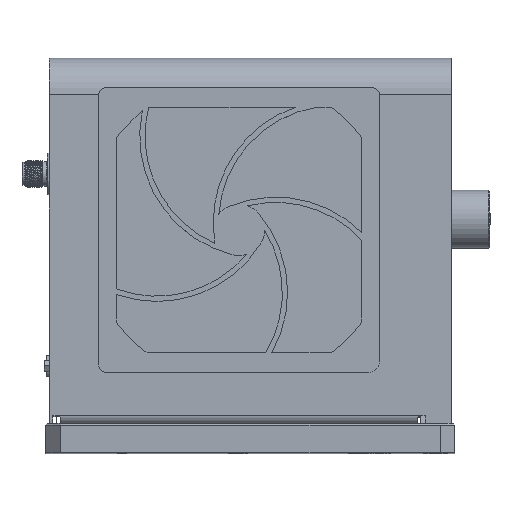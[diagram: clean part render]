
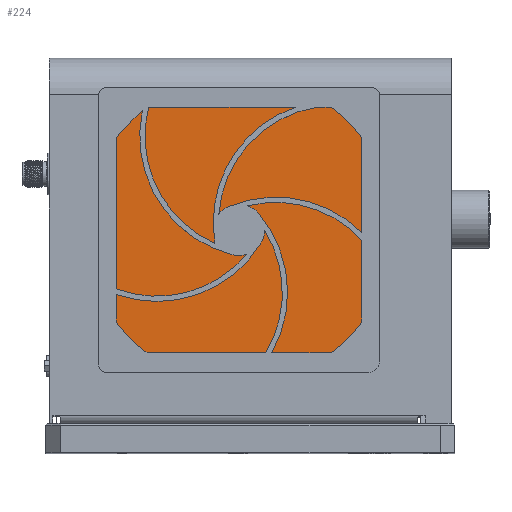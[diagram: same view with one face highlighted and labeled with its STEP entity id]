
A CAD part, top view. The second image highlights one B-rep face of the part: STEP entity #224.
In plain terms, the highlighted planar face has unit normal (0, 0, 1).
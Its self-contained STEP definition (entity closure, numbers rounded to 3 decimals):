
#224 = ADVANCED_FACE ( 'NONE', ( #11054 ), #10686, .T. ) ;
#452 = DIRECTION ( 'NONE',  ( 0.707, -0.707, 0. ) ) ;
#2787 = VECTOR ( 'NONE', #22234, 1000. ) ;
#3003 = LINE ( 'NONE', #4633, #18165 ) ;
#3471 = EDGE_CURVE ( 'NONE', #10785, #9651, #4689, .T. ) ;
#4360 = AXIS2_PLACEMENT_3D ( 'NONE', #18493, #18369, #9163 ) ;
#4366 = CARTESIAN_POINT ( 'NONE',  ( 26.848, 49.162, 116.51 ) ) ;
#4633 = CARTESIAN_POINT ( 'NONE',  ( 36.373, 153.937, 116.51 ) ) ;
#4649 = DIRECTION ( 'NONE',  ( 0., -1., 0. ) ) ;
#4655 = ORIENTED_EDGE ( 'NONE', *, *, #23034, .F. ) ;
#4689 = LINE ( 'NONE', #16410, #7347 ) ;
#4785 = EDGE_CURVE ( 'NONE', #19978, #13440, #10452, .T. ) ;
#4787 = DIRECTION ( 'NONE',  ( -1., 0., 0. ) ) ;
#5237 = LINE ( 'NONE', #9020, #2787 ) ;
#5677 = CARTESIAN_POINT ( 'NONE',  ( 36.373, 153.937, 116.51 ) ) ;
#6449 = VECTOR ( 'NONE', #4787, 1000. ) ;
#6500 = EDGE_CURVE ( 'NONE', #7375, #19978, #16047, .T. ) ;
#6556 = ORIENTED_EDGE ( 'NONE', *, *, #17115, .F. ) ;
#7347 = VECTOR ( 'NONE', #16854, 1000. ) ;
#7375 = VERTEX_POINT ( 'NONE', #17476 ) ;
#7955 = LINE ( 'NONE', #8202, #12490 ) ;
#8173 = VECTOR ( 'NONE', #15956, 1000. ) ;
#8202 = CARTESIAN_POINT ( 'NONE',  ( 131.623, 153.937, 116.51 ) ) ;
#8578 = LINE ( 'NONE', #22033, #6449 ) ;
#9020 = CARTESIAN_POINT ( 'NONE',  ( 131.623, 39.637, 116.51 ) ) ;
#9163 = DIRECTION ( 'NONE',  ( 1., 0., 0. ) ) ;
#9651 = VERTEX_POINT ( 'NONE', #20130 ) ;
#9735 = ORIENTED_EDGE ( 'NONE', *, *, #21340, .F. ) ;
#9833 = VECTOR ( 'NONE', #4649, 1000. ) ;
#9884 = EDGE_LOOP ( 'NONE', ( #19849, #18709, #20839, #9735, #4655, #17984, #18006, #6556 ) ) ;
#10452 = LINE ( 'NONE', #21894, #9833 ) ;
#10680 = DIRECTION ( 'NONE',  ( 0.707, 0.707, 0. ) ) ;
#10686 = PLANE ( 'NONE',  #4360 ) ;
#10785 = VERTEX_POINT ( 'NONE', #22662 ) ;
#11054 = FACE_OUTER_BOUND ( 'NONE', #9884, .T. ) ;
#11469 = DIRECTION ( 'NONE',  ( 1., 0., 0. ) ) ;
#11889 = CARTESIAN_POINT ( 'NONE',  ( 131.623, 39.637, 116.51 ) ) ;
#12490 = VECTOR ( 'NONE', #11469, 1000. ) ;
#13296 = EDGE_CURVE ( 'NONE', #19485, #7375, #7955, .T. ) ;
#13376 = EDGE_CURVE ( 'NONE', #20307, #10785, #8578, .T. ) ;
#13440 = VERTEX_POINT ( 'NONE', #20837 ) ;
#15956 = DIRECTION ( 'NONE',  ( 0., 1., 0. ) ) ;
#16047 = LINE ( 'NONE', #17695, #24344 ) ;
#16410 = CARTESIAN_POINT ( 'NONE',  ( 36.373, 39.637, 116.51 ) ) ;
#16854 = DIRECTION ( 'NONE',  ( -0.707, 0.707, 0. ) ) ;
#17115 = EDGE_CURVE ( 'NONE', #13440, #20307, #5237, .T. ) ;
#17476 = CARTESIAN_POINT ( 'NONE',  ( 131.623, 153.937, 116.51 ) ) ;
#17695 = CARTESIAN_POINT ( 'NONE',  ( 141.148, 144.412, 116.51 ) ) ;
#17984 = ORIENTED_EDGE ( 'NONE', *, *, #3471, .F. ) ;
#18006 = ORIENTED_EDGE ( 'NONE', *, *, #13376, .F. ) ;
#18165 = VECTOR ( 'NONE', #10680, 1000. ) ;
#18369 = DIRECTION ( 'NONE',  ( 0., 0., 1. ) ) ;
#18493 = CARTESIAN_POINT ( 'NONE',  ( 141.148, 153.937, 116.51 ) ) ;
#18709 = ORIENTED_EDGE ( 'NONE', *, *, #6500, .F. ) ;
#19244 = CARTESIAN_POINT ( 'NONE',  ( 141.148, 144.412, 116.51 ) ) ;
#19485 = VERTEX_POINT ( 'NONE', #5677 ) ;
#19849 = ORIENTED_EDGE ( 'NONE', *, *, #4785, .F. ) ;
#19885 = VERTEX_POINT ( 'NONE', #23410 ) ;
#19978 = VERTEX_POINT ( 'NONE', #19244 ) ;
#20130 = CARTESIAN_POINT ( 'NONE',  ( 26.848, 49.162, 116.51 ) ) ;
#20307 = VERTEX_POINT ( 'NONE', #11889 ) ;
#20837 = CARTESIAN_POINT ( 'NONE',  ( 141.148, 49.162, 116.51 ) ) ;
#20839 = ORIENTED_EDGE ( 'NONE', *, *, #13296, .F. ) ;
#21340 = EDGE_CURVE ( 'NONE', #19885, #19485, #3003, .T. ) ;
#21894 = CARTESIAN_POINT ( 'NONE',  ( 141.148, 49.162, 116.51 ) ) ;
#22033 = CARTESIAN_POINT ( 'NONE',  ( 131.623, 39.637, 116.51 ) ) ;
#22109 = LINE ( 'NONE', #4366, #8173 ) ;
#22234 = DIRECTION ( 'NONE',  ( -0.707, -0.707, 0. ) ) ;
#22662 = CARTESIAN_POINT ( 'NONE',  ( 36.373, 39.637, 116.51 ) ) ;
#23034 = EDGE_CURVE ( 'NONE', #9651, #19885, #22109, .T. ) ;
#23410 = CARTESIAN_POINT ( 'NONE',  ( 26.848, 144.412, 116.51 ) ) ;
#24344 = VECTOR ( 'NONE', #452, 1000. ) ;
